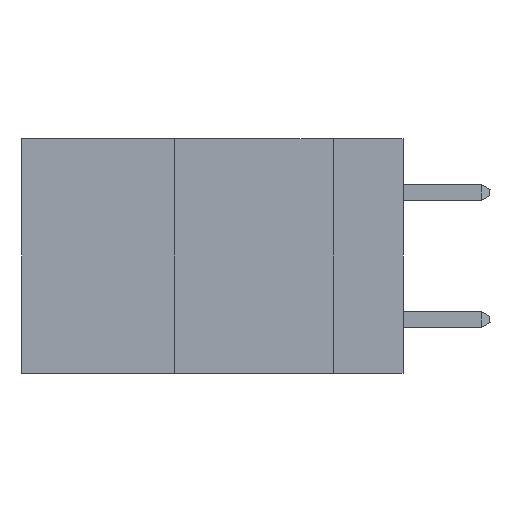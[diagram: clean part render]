
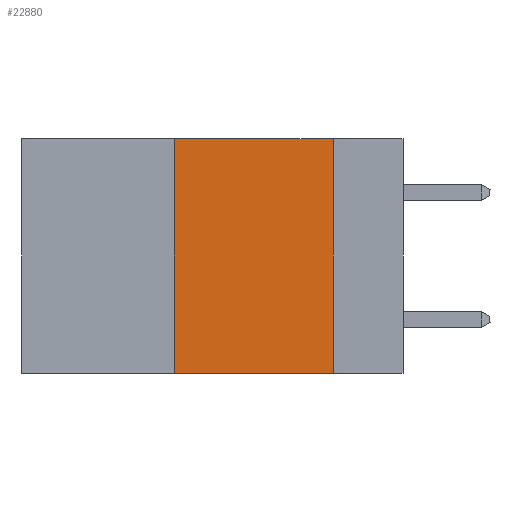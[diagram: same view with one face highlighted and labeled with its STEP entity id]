
A CAD part, left-side view. The second image highlights one B-rep face of the part: STEP entity #22880.
In plain terms, the highlighted planar face has unit normal (-1, 0, 0).
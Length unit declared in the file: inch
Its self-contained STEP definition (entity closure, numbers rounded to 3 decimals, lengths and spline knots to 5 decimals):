
#192 = VERTEX_POINT ( 'NONE', #9830 ) ;
#2049 = EDGE_CURVE ( 'NONE', #17745, #192, #11569, .T. ) ;
#2506 = LINE ( 'NONE', #21055, #9132 ) ;
#3450 = CARTESIAN_POINT ( 'NONE',  ( 0., 0.36, -0.37 ) ) ;
#3631 = VERTEX_POINT ( 'NONE', #7691 ) ;
#4275 = DIRECTION ( 'NONE',  ( 0., 0., -1. ) ) ;
#6164 = EDGE_CURVE ( 'NONE', #192, #3631, #12076, .T. ) ;
#7128 = ORIENTED_EDGE ( 'NONE', *, *, #25442, .F. ) ;
#7524 = CARTESIAN_POINT ( 'NONE',  ( 0., 0.11, 0. ) ) ;
#7636 = CARTESIAN_POINT ( 'NONE',  ( 0., 0.6, 0. ) ) ;
#7691 = CARTESIAN_POINT ( 'NONE',  ( 0., 0.11, -0.37 ) ) ;
#9132 = VECTOR ( 'NONE', #13751, 39.37008 ) ;
#9830 = CARTESIAN_POINT ( 'NONE',  ( 0., 0.11, 0. ) ) ;
#9913 = CARTESIAN_POINT ( 'NONE',  ( 0., 0.36, 0. ) ) ;
#10178 = PLANE ( 'NONE',  #27590 ) ;
#11569 = LINE ( 'NONE', #26208, #23886 ) ;
#12076 = LINE ( 'NONE', #7524, #25134 ) ;
#12704 = DIRECTION ( 'NONE',  ( 0., 0., -1. ) ) ;
#13255 = DIRECTION ( 'NONE',  ( 0., -1., 0. ) ) ;
#13751 = DIRECTION ( 'NONE',  ( 0., -1., 0. ) ) ;
#14489 = LINE ( 'NONE', #9913, #16058 ) ;
#15101 = FACE_OUTER_BOUND ( 'NONE', #20961, .T. ) ;
#16058 = VECTOR ( 'NONE', #24688, 39.37008 ) ;
#16679 = ORIENTED_EDGE ( 'NONE', *, *, #6164, .F. ) ;
#17745 = VERTEX_POINT ( 'NONE', #23743 ) ;
#18343 = EDGE_CURVE ( 'NONE', #25713, #3631, #2506, .T. ) ;
#20041 = DIRECTION ( 'NONE',  ( 1., 0., 0. ) ) ;
#20961 = EDGE_LOOP ( 'NONE', ( #16679, #30238, #7128, #25638 ) ) ;
#21055 = CARTESIAN_POINT ( 'NONE',  ( 0., 0.6, -0.37 ) ) ;
#22880 = ADVANCED_FACE ( 'NONE', ( #15101 ), #10178, .F. ) ;
#23743 = CARTESIAN_POINT ( 'NONE',  ( 0., 0.36, 0. ) ) ;
#23886 = VECTOR ( 'NONE', #13255, 39.37008 ) ;
#24688 = DIRECTION ( 'NONE',  ( 0., 0., 1. ) ) ;
#25134 = VECTOR ( 'NONE', #4275, 39.37008 ) ;
#25442 = EDGE_CURVE ( 'NONE', #25713, #17745, #14489, .T. ) ;
#25638 = ORIENTED_EDGE ( 'NONE', *, *, #18343, .T. ) ;
#25713 = VERTEX_POINT ( 'NONE', #3450 ) ;
#26208 = CARTESIAN_POINT ( 'NONE',  ( 0., 0.6, 0. ) ) ;
#27590 = AXIS2_PLACEMENT_3D ( 'NONE', #7636, #20041, #12704 ) ;
#30238 = ORIENTED_EDGE ( 'NONE', *, *, #2049, .F. ) ;
